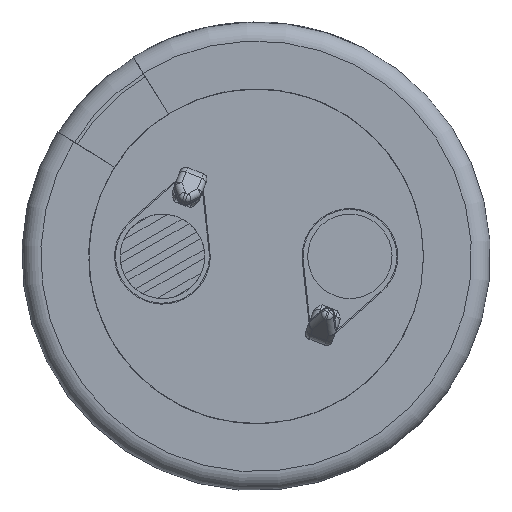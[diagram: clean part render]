
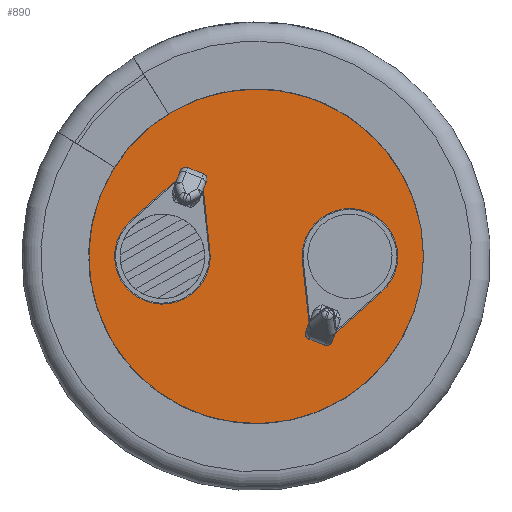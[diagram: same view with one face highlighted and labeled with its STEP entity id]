
A CAD part, front view. The second image highlights one B-rep face of the part: STEP entity #890.
In plain terms, the highlighted planar face has unit normal (0, -1, 0).
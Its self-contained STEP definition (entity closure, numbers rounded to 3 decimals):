
#890 = ADVANCED_FACE( '', ( #2267, #2268, #2269 ), #2270, .T. );
#2267 = FACE_OUTER_BOUND( '', #4518, .T. );
#2268 = FACE_BOUND( '', #4519, .T. );
#2269 = FACE_BOUND( '', #4520, .T. );
#2270 = PLANE( '', #4521 );
#4518 = EDGE_LOOP( '', ( #8854 ) );
#4519 = EDGE_LOOP( '', ( #8855, #8856, #8857, #8858 ) );
#4520 = EDGE_LOOP( '', ( #8859, #8860, #8861, #8862 ) );
#4521 = AXIS2_PLACEMENT_3D( '', #8863, #8864, #8865 );
#8854 = ORIENTED_EDGE( '', *, *, #13497, .T. );
#8855 = ORIENTED_EDGE( '', *, *, #13498, .F. );
#8856 = ORIENTED_EDGE( '', *, *, #13499, .F. );
#8857 = ORIENTED_EDGE( '', *, *, #13500, .F. );
#8858 = ORIENTED_EDGE( '', *, *, #13501, .F. );
#8859 = ORIENTED_EDGE( '', *, *, #13502, .T. );
#8860 = ORIENTED_EDGE( '', *, *, #13503, .T. );
#8861 = ORIENTED_EDGE( '', *, *, #13504, .T. );
#8862 = ORIENTED_EDGE( '', *, *, #12991, .T. );
#8863 = CARTESIAN_POINT( '', ( 0., 0., 0. ) );
#8864 = DIRECTION( '', ( 0., -1., 0. ) );
#8865 = DIRECTION( '', ( 1., 0., 0. ) );
#12991 = EDGE_CURVE( '', #15186, #15187, #15188, .T. );
#13497 = EDGE_CURVE( '', #16052, #16052, #16053, .T. );
#13498 = EDGE_CURVE( '', #16054, #16055, #16056, .T. );
#13499 = EDGE_CURVE( '', #16057, #16054, #16058, .T. );
#13500 = EDGE_CURVE( '', #16059, #16057, #16060, .T. );
#13501 = EDGE_CURVE( '', #16055, #16059, #16061, .T. );
#13502 = EDGE_CURVE( '', #15187, #16062, #16063, .T. );
#13503 = EDGE_CURVE( '', #16062, #16064, #16065, .T. );
#13504 = EDGE_CURVE( '', #16064, #15186, #16066, .T. );
#15186 = VERTEX_POINT( '', #18562 );
#15187 = VERTEX_POINT( '', #18563 );
#15188 = CIRCLE( '', #18564, 2.55 );
#16052 = VERTEX_POINT( '', #20239 );
#16053 = CIRCLE( '', #20240, 10.357 );
#16054 = VERTEX_POINT( '', #20241 );
#16055 = VERTEX_POINT( '', #20242 );
#16056 = LINE( '', #20243, #20244 );
#16057 = VERTEX_POINT( '', #20245 );
#16058 = LINE( '', #20246, #20247 );
#16059 = VERTEX_POINT( '', #20248 );
#16060 = LINE( '', #20249, #20250 );
#16061 = CIRCLE( '', #20251, 2.55 );
#16062 = VERTEX_POINT( '', #20252 );
#16063 = LINE( '', #20253, #20254 );
#16064 = VERTEX_POINT( '', #20255 );
#16065 = LINE( '', #20256, #20257 );
#16066 = LINE( '', #20258, #20259 );
#18562 = CARTESIAN_POINT( '', ( 2.465, 0., -0.274 ) );
#18563 = CARTESIAN_POINT( '', ( 6.694, 0., -1.906 ) );
#18564 = AXIS2_PLACEMENT_3D( '', #24811, #24812, #24813 );
#20239 = CARTESIAN_POINT( '', ( 10.357, 0., 0. ) );
#20240 = AXIS2_PLACEMENT_3D( '', #25101, #25102, #25103 );
#20241 = CARTESIAN_POINT( '', ( -4.27, 0., 4.059 ) );
#20242 = CARTESIAN_POINT( '', ( -6.694, 0., 1.906 ) );
#20243 = CARTESIAN_POINT( '', ( -4.27, 0., 4.059 ) );
#20244 = VECTOR( '', #25104, 1000. );
#20245 = CARTESIAN_POINT( '', ( -2.814, 0., 3.497 ) );
#20246 = CARTESIAN_POINT( '', ( -2.814, 0., 3.497 ) );
#20247 = VECTOR( '', #25105, 1000. );
#20248 = CARTESIAN_POINT( '', ( -2.465, 0., 0.274 ) );
#20249 = CARTESIAN_POINT( '', ( -2.465, 0., 0.274 ) );
#20250 = VECTOR( '', #25106, 1000. );
#20251 = AXIS2_PLACEMENT_3D( '', #25107, #25108, #25109 );
#20252 = CARTESIAN_POINT( '', ( 4.27, 0., -4.059 ) );
#20253 = CARTESIAN_POINT( '', ( 6.694, 0., -1.906 ) );
#20254 = VECTOR( '', #25110, 1000. );
#20255 = CARTESIAN_POINT( '', ( 2.814, 0., -3.497 ) );
#20256 = CARTESIAN_POINT( '', ( 4.27, 0., -4.059 ) );
#20257 = VECTOR( '', #25111, 1000. );
#20258 = CARTESIAN_POINT( '', ( 2.814, 0., -3.497 ) );
#20259 = VECTOR( '', #25112, 1000. );
#24811 = CARTESIAN_POINT( '', ( 5., 0., 0. ) );
#24812 = DIRECTION( '', ( 0., 1., 0. ) );
#24813 = DIRECTION( '', ( 0., 0., -1. ) );
#25101 = CARTESIAN_POINT( '', ( 0., 0., 0. ) );
#25102 = DIRECTION( '', ( 0., -1., 0. ) );
#25103 = DIRECTION( '', ( 1., 0., 0. ) );
#25104 = DIRECTION( '', ( -0.748, 0., -0.664 ) );
#25105 = DIRECTION( '', ( -0.933, 0., 0.36 ) );
#25106 = DIRECTION( '', ( -0.108, 0., 0.994 ) );
#25107 = CARTESIAN_POINT( '', ( -5., 0., 0. ) );
#25108 = DIRECTION( '', ( 0., -1., 0. ) );
#25109 = DIRECTION( '', ( 0., 0., 1. ) );
#25110 = DIRECTION( '', ( -0.748, 0., -0.664 ) );
#25111 = DIRECTION( '', ( -0.933, 0., 0.36 ) );
#25112 = DIRECTION( '', ( -0.108, 0., 0.994 ) );
